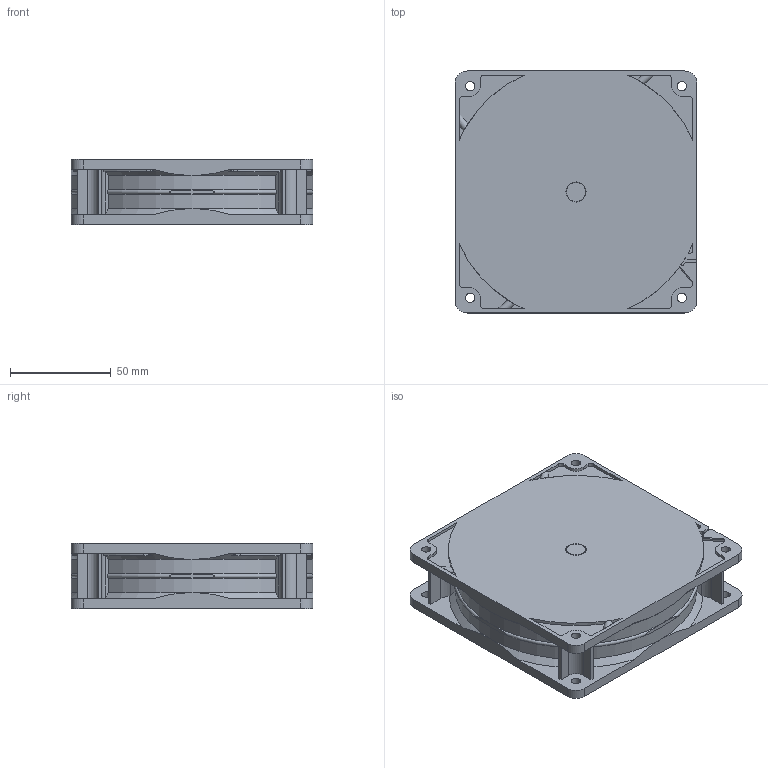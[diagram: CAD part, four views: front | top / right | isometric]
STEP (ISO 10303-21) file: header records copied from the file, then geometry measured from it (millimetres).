
FILE_DESCRIPTION((''),'2;1');
FILE_NAME('230FR12032A0005','2020-01-22T',('a000650'),(''),'PRO/ENGINEER BY PARAMETRIC TECHNOLOGY CORPORATION, 2008010','PRO/ENGINEER BY PARAMETRIC TECHNOLOGY CORPORATION, 2008010','');
FILE_SCHEMA(('CONFIG_CONTROL_DESIGN'));
Length unit declared in the file: millimetre
Products named in the file (1): 230FR12032A0005
Bounding box: 120.01 x 120.01 x 32.3 mm (x, y, z)
Volume: 119851.8 mm3; surface area: 62310.7 mm2
Topology: 1 solids, 1 shells, 321 faces, 924 edges, 614 vertices
Faces by surface type: plane 146, cylinder 120, cone 33, bspline 14, torus 8
Entity records: 12451 total; most frequent: CARTESIAN_POINT 3944, ORIENTED_EDGE 1848, DIRECTION 1731, EDGE_CURVE 924, AXIS2_PLACEMENT_3D 645, VERTEX_POINT 614, VECTOR 441, LINE 441
